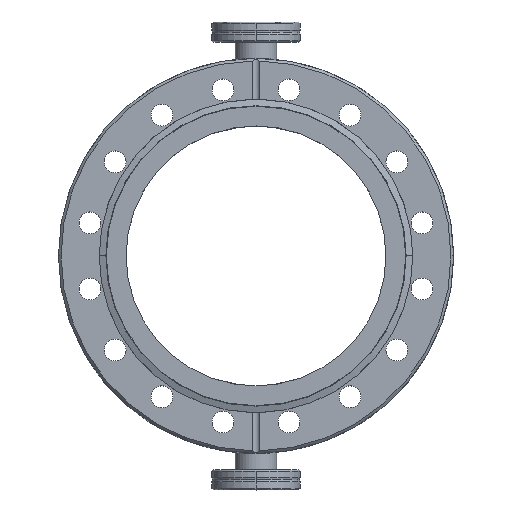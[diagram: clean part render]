
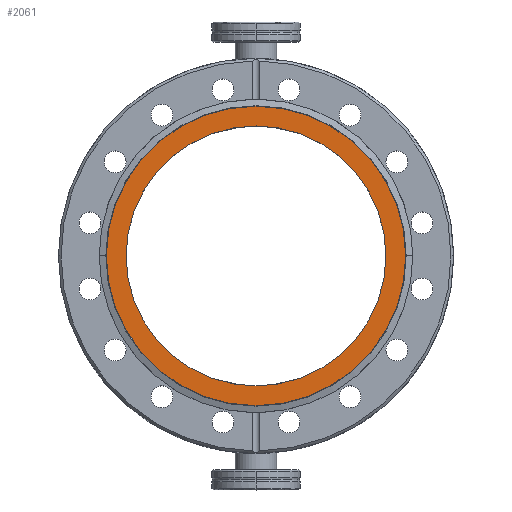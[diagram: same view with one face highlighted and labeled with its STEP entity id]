
A CAD part, top view. The second image highlights one B-rep face of the part: STEP entity #2061.
In plain terms, the highlighted planar face has unit normal (0, 0, 1).
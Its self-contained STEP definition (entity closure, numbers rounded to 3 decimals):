
#107 = CARTESIAN_POINT ( 'NONE',  ( -57.598, 0., -1.2 ) ) ;
#158 = PLANE ( 'NONE',  #501 ) ;
#187 = DIRECTION ( 'NONE',  ( -1., 0., 0. ) ) ;
#232 = EDGE_CURVE ( 'NONE', #8125, #3068, #2436, .T. ) ;
#414 = CARTESIAN_POINT ( 'NONE',  ( -50., 0., -1.2 ) ) ;
#501 = AXIS2_PLACEMENT_3D ( 'NONE', #848, #5339, #1481 ) ;
#835 = VERTEX_POINT ( 'NONE', #414 ) ;
#842 = ORIENTED_EDGE ( 'NONE', *, *, #3004, .F. ) ;
#848 = CARTESIAN_POINT ( 'NONE',  ( 0., 0., -1.2 ) ) ;
#908 = AXIS2_PLACEMENT_3D ( 'NONE', #5336, #4696, #187 ) ;
#1348 = EDGE_CURVE ( 'NONE', #835, #5956, #5150, .T. ) ;
#1481 = DIRECTION ( 'NONE',  ( -1., 0., 0. ) ) ;
#1904 = CIRCLE ( 'NONE', #7282, 57.598 ) ;
#1913 = DIRECTION ( 'NONE',  ( 0., 0., 1. ) ) ;
#2061 = ADVANCED_FACE ( 'NONE', ( #8153, #6433 ), #158, .F. ) ;
#2136 = AXIS2_PLACEMENT_3D ( 'NONE', #6184, #2330, #6827 ) ;
#2243 = AXIS2_PLACEMENT_3D ( 'NONE', #5762, #1913, #6411 ) ;
#2249 = EDGE_LOOP ( 'NONE', ( #842, #8155 ) ) ;
#2330 = DIRECTION ( 'NONE',  ( 0., 0., 1. ) ) ;
#2436 = CIRCLE ( 'NONE', #908, 57.598 ) ;
#2437 = DIRECTION ( 'NONE',  ( 0., 0., -1. ) ) ;
#3004 = EDGE_CURVE ( 'NONE', #3068, #8125, #1904, .T. ) ;
#3068 = VERTEX_POINT ( 'NONE', #8234 ) ;
#3216 = CIRCLE ( 'NONE', #2243, 50. ) ;
#4696 = DIRECTION ( 'NONE',  ( 0., 0., -1. ) ) ;
#5150 = CIRCLE ( 'NONE', #2136, 50. ) ;
#5336 = CARTESIAN_POINT ( 'NONE',  ( 0., 0., -1.2 ) ) ;
#5339 = DIRECTION ( 'NONE',  ( 0., 0., -1. ) ) ;
#5762 = CARTESIAN_POINT ( 'NONE',  ( 0., 0., -1.2 ) ) ;
#5956 = VERTEX_POINT ( 'NONE', #7440 ) ;
#6184 = CARTESIAN_POINT ( 'NONE',  ( 0., 0., -1.2 ) ) ;
#6288 = CARTESIAN_POINT ( 'NONE',  ( 0., 0., -1.2 ) ) ;
#6411 = DIRECTION ( 'NONE',  ( -1., 0., 0. ) ) ;
#6433 = FACE_BOUND ( 'NONE', #8361, .T. ) ;
#6704 = ORIENTED_EDGE ( 'NONE', *, *, #7593, .F. ) ;
#6827 = DIRECTION ( 'NONE',  ( -1., 0., 0. ) ) ;
#6931 = DIRECTION ( 'NONE',  ( -1., 0., 0. ) ) ;
#7282 = AXIS2_PLACEMENT_3D ( 'NONE', #6288, #2437, #6931 ) ;
#7440 = CARTESIAN_POINT ( 'NONE',  ( 50., 0., -1.2 ) ) ;
#7593 = EDGE_CURVE ( 'NONE', #5956, #835, #3216, .T. ) ;
#8125 = VERTEX_POINT ( 'NONE', #107 ) ;
#8153 = FACE_OUTER_BOUND ( 'NONE', #2249, .T. ) ;
#8155 = ORIENTED_EDGE ( 'NONE', *, *, #232, .F. ) ;
#8234 = CARTESIAN_POINT ( 'NONE',  ( 57.598, 0., -1.2 ) ) ;
#8336 = ORIENTED_EDGE ( 'NONE', *, *, #1348, .F. ) ;
#8361 = EDGE_LOOP ( 'NONE', ( #6704, #8336 ) ) ;
